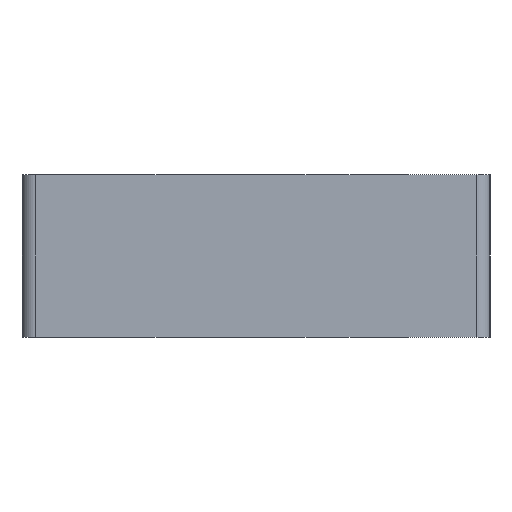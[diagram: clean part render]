
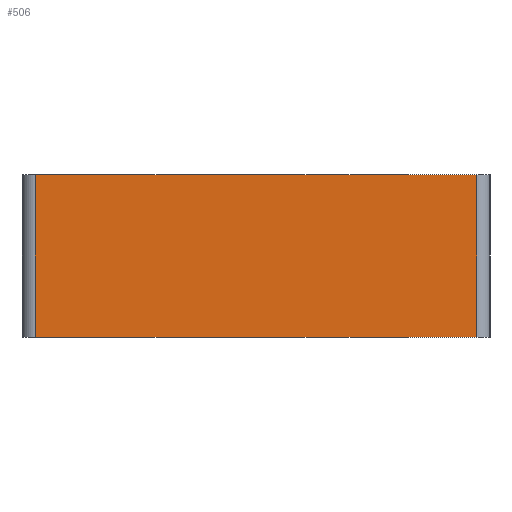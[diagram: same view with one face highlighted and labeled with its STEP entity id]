
A CAD part, left-side view. The second image highlights one B-rep face of the part: STEP entity #506.
In plain terms, the highlighted planar face has unit normal (-1, 0, 0).
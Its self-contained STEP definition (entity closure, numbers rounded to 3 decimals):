
#34=DIRECTION('',(0.,-1.,0.));
#35=VECTOR('',#34,6.8);
#36=CARTESIAN_POINT('',(-5.25,7.,-1.25));
#37=LINE('',#36,#35);
#58=DIRECTION('',(0.,0.,-1.));
#59=VECTOR('',#58,2.5);
#60=CARTESIAN_POINT('',(-5.25,0.2,1.25));
#61=LINE('',#60,#59);
#62=DIRECTION('',(0.,0.,-1.));
#63=VECTOR('',#62,2.5);
#64=CARTESIAN_POINT('',(-5.25,7.,1.25));
#65=LINE('',#64,#63);
#135=DIRECTION('',(0.,-1.,0.));
#136=VECTOR('',#135,6.8);
#137=CARTESIAN_POINT('',(-5.25,7.,1.25));
#138=LINE('',#137,#136);
#347=CARTESIAN_POINT('',(-5.25,0.2,-1.25));
#349=VERTEX_POINT('',#347);
#350=CARTESIAN_POINT('',(-5.25,0.2,1.25));
#351=VERTEX_POINT('',#350);
#362=CARTESIAN_POINT('',(-5.25,7.,-1.25));
#364=VERTEX_POINT('',#362);
#368=CARTESIAN_POINT('',(-5.25,7.,1.25));
#369=VERTEX_POINT('',#368);
#493=CARTESIAN_POINT('',(-5.25,7.2,-1.25));
#494=DIRECTION('',(-1.,0.,0.));
#495=DIRECTION('',(0.,-1.,0.));
#496=AXIS2_PLACEMENT_3D('',#493,#494,#495);
#497=PLANE('',#496);
#498=ORIENTED_EDGE('',*,*,#484,.T.);
#499=ORIENTED_EDGE('',*,*,#461,.F.);
#501=ORIENTED_EDGE('',*,*,#500,.F.);
#503=ORIENTED_EDGE('',*,*,#502,.T.);
#504=EDGE_LOOP('',(#498,#499,#501,#503));
#505=FACE_OUTER_BOUND('',#504,.F.);
#506=ADVANCED_FACE('',(#505),#497,.T.);
#461=EDGE_CURVE('',#364,#349,#37,.T.);
#484=EDGE_CURVE('',#351,#349,#61,.T.);
#500=EDGE_CURVE('',#369,#364,#65,.T.);
#502=EDGE_CURVE('',#369,#351,#138,.T.);
